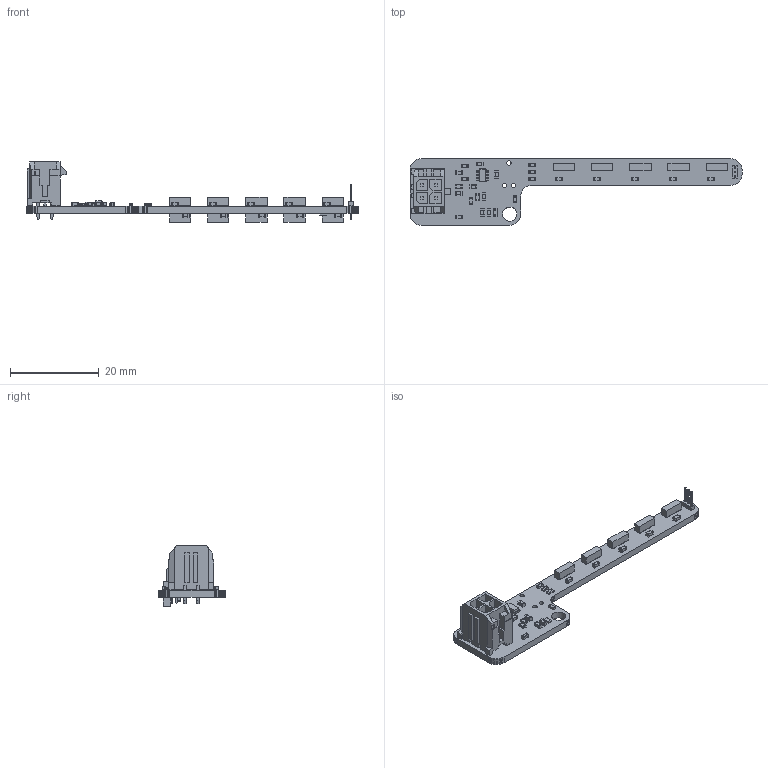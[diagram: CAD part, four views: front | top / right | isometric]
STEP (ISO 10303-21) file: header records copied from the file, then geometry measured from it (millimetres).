
FILE_DESCRIPTION(('KiCad electronic assembly'),'2;1');
FILE_NAME('MINI_LED_BOARD.STEP','2024-09-24T22:55:45',('Pcbnew'),( 'Kicad'),'Open CASCADE STEP processor 7.7','KiCad to STEP converter' ,'Unknown');
FILE_SCHEMA(('AUTOMOTIVE_DESIGN { 1 0 10303 214 1 1 1 1 }'));
Length unit declared in the file: millimetre
Products named in the file (14): MINI_LED_BOARD 1; C_0603_1608Metric; SOLID; R_0603_1608Metric; 430450428; COMPOUND; SOT-23-8; IN-PI4818QAS5R5G5BPW; PinHeader_1x03_P1.00mm_Vertical; MINI_LED_BOARD PCB
Assembly tree (50 placements, depth 3):
  MINI_LED_BOARD 1
    C_0603_1608Metric  x19
      SOLID
    R_0603_1608Metric  x11
      SOLID
    430450428
      COMPOUND
    SOT-23-8
      SOLID
    IN-PI4818QAS5R5G5BPW  x10
      COMPOUND
    PinHeader_1x03_P1.00mm_Vertical
      SOLID
    MINI_LED_BOARD PCB
Bounding box: 75 x 15 x 13.61 mm (x, y, z)
Volume: 1661.7 mm3; surface area: 3246.4 mm2
Topology: 124 solids, 124 shells, 1899 faces, 4660 edges, 3082 vertices
Faces by surface type: plane 1497, cylinder 366, bspline 32, cone 4
Full cylindrical faces by diameter (mm): 0.5 x3, 0.991 x3, 1.02 x6, 3.2 x1
Entity records: 44474 total; most frequent: CARTESIAN_POINT 7654, DIRECTION 6418, LINE 4710, VECTOR 4710, ORIENTED_EDGE 3392, PCURVE 3392, DEFINITIONAL_REPRESENTATION 3392, EDGE_CURVE 1696
